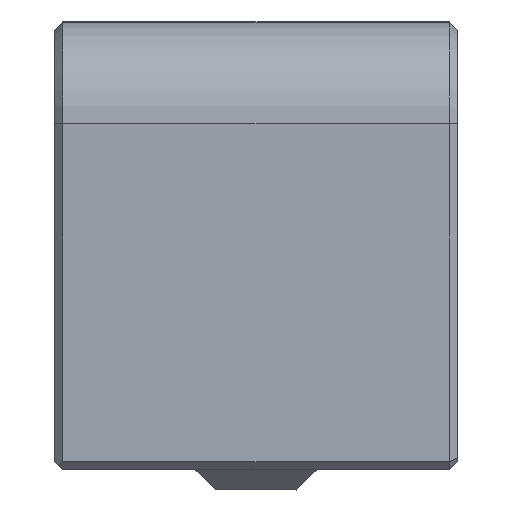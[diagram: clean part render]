
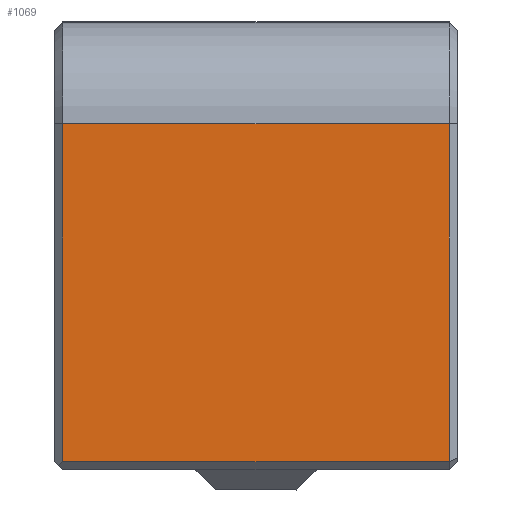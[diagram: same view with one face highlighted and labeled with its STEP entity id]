
A CAD part, front view. The second image highlights one B-rep face of the part: STEP entity #1069.
In plain terms, the highlighted planar face has unit normal (0, -1, 0).
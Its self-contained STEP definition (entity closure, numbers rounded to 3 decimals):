
#74=PLANE('',#1171);
#114=FACE_OUTER_BOUND('',#186,.T.);
#186=EDGE_LOOP('',(#830,#831,#832,#833));
#245=LINE('',#1576,#343);
#277=LINE('',#1660,#375);
#280=LINE('',#1666,#378);
#281=LINE('',#1667,#379);
#343=VECTOR('',#1273,10.);
#375=VECTOR('',#1361,10.);
#378=VECTOR('',#1366,10.);
#379=VECTOR('',#1367,10.);
#488=VERTEX_POINT('',#1573);
#489=VERTEX_POINT('',#1575);
#513=VERTEX_POINT('',#1659);
#515=VERTEX_POINT('',#1665);
#586=EDGE_CURVE('',#488,#489,#245,.T.);
#628=EDGE_CURVE('',#489,#513,#277,.T.);
#631=EDGE_CURVE('',#515,#488,#280,.T.);
#632=EDGE_CURVE('',#513,#515,#281,.T.);
#830=ORIENTED_EDGE('',*,*,#586,.F.);
#831=ORIENTED_EDGE('',*,*,#631,.F.);
#832=ORIENTED_EDGE('',*,*,#632,.F.);
#833=ORIENTED_EDGE('',*,*,#628,.F.);
#1069=ADVANCED_FACE('',(#114),#74,.T.);
#1171=AXIS2_PLACEMENT_3D('',#1664,#1364,#1365);
#1273=DIRECTION('',(0.,0.,-1.));
#1361=DIRECTION('',(-1.,0.,0.));
#1364=DIRECTION('center_axis',(0.,-1.,0.));
#1365=DIRECTION('ref_axis',(0.,0.,
-1.));
#1366=DIRECTION('',(1.,0.,0.));
#1367=DIRECTION('',(0.,0.,1.));
#1573=CARTESIAN_POINT('',(-108.6,-45.88,615.904));
#1575=CARTESIAN_POINT('',(-108.6,-45.88,599.304));
#1576=CARTESIAN_POINT('',(-108.6,-45.88,612.904));
#1659=CARTESIAN_POINT('',(-127.6,-45.88,599.304));
#1660=CARTESIAN_POINT('',(-128.,-45.88,599.304));
#1664=CARTESIAN_POINT('Origin',(-128.,-45.88,615.904));
#1665=CARTESIAN_POINT('',(-127.6,-45.88,615.904));
#1666=CARTESIAN_POINT('',(-128.,-45.88,615.904));
#1667=CARTESIAN_POINT('',(-127.6,-45.88,612.904));
